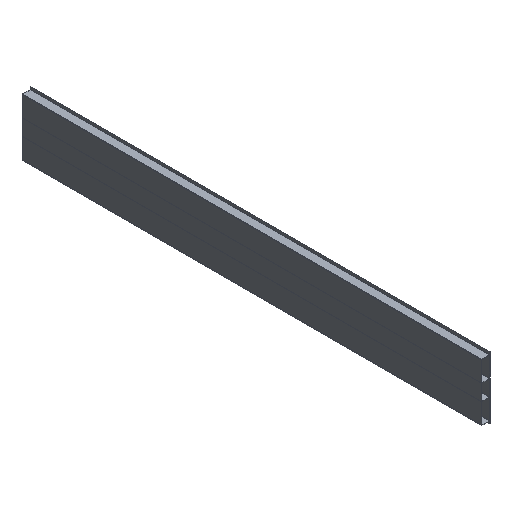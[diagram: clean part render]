
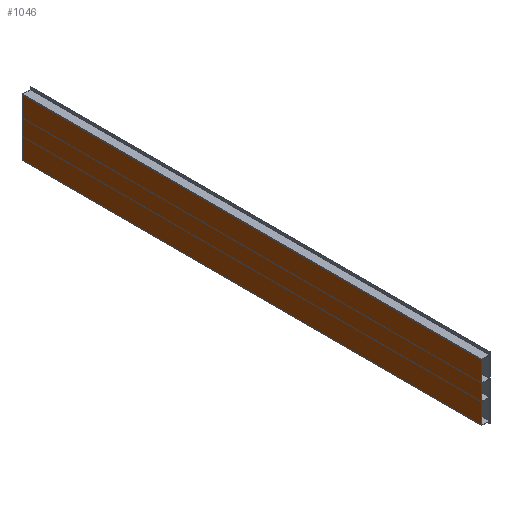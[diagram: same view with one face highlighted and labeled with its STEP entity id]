
A CAD part, isometric view. The second image highlights one B-rep face of the part: STEP entity #1046.
In plain terms, the highlighted face is planar.
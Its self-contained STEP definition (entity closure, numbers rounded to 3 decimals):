
#23 = VERTEX_POINT ( 'NONE', #745 ) ;
#93 = VERTEX_POINT ( 'NONE', #301 ) ;
#97 = VECTOR ( 'NONE', #507, 1000. ) ;
#135 = VECTOR ( 'NONE', #702, 1000. ) ;
#179 = FACE_OUTER_BOUND ( 'NONE', #253, .T. ) ;
#224 = CARTESIAN_POINT ( 'NONE',  ( 125., 36., 1000. ) ) ;
#253 = EDGE_LOOP ( 'NONE', ( #320, #672, #694, #855 ) ) ;
#266 = DIRECTION ( 'NONE',  ( 1., 0., 0. ) ) ;
#272 = EDGE_CURVE ( 'NONE', #93, #23, #342, .T. ) ;
#301 = CARTESIAN_POINT ( 'NONE',  ( -123., 36., -1000. ) ) ;
#306 = DIRECTION ( 'NONE',  ( 0., 0., -1. ) ) ;
#317 = CARTESIAN_POINT ( 'NONE',  ( -125., 36., 1000. ) ) ;
#320 = ORIENTED_EDGE ( 'NONE', *, *, #272, .F. ) ;
#342 = LINE ( 'NONE', #837, #396 ) ;
#391 = VECTOR ( 'NONE', #306, 1000. ) ;
#396 = VECTOR ( 'NONE', #266, 1000. ) ;
#507 = DIRECTION ( 'NONE',  ( 0., 0., -1. ) ) ;
#545 = EDGE_CURVE ( 'NONE', #1049, #614, #854, .T. ) ;
#578 = EDGE_CURVE ( 'NONE', #614, #23, #996, .T. ) ;
#614 = VERTEX_POINT ( 'NONE', #968 ) ;
#616 = PLANE ( 'NONE',  #1017 ) ;
#662 = CARTESIAN_POINT ( 'NONE',  ( -123., 36., 1000. ) ) ;
#672 = ORIENTED_EDGE ( 'NONE', *, *, #788, .F. ) ;
#694 = ORIENTED_EDGE ( 'NONE', *, *, #545, .T. ) ;
#702 = DIRECTION ( 'NONE',  ( 1., 0., 0. ) ) ;
#745 = CARTESIAN_POINT ( 'NONE',  ( 123., 36., -1000. ) ) ;
#788 = EDGE_CURVE ( 'NONE', #1049, #93, #941, .T. ) ;
#801 = CARTESIAN_POINT ( 'NONE',  ( 123., 36., 1000. ) ) ;
#837 = CARTESIAN_POINT ( 'NONE',  ( -125., 36., -1000. ) ) ;
#854 = LINE ( 'NONE', #224, #135 ) ;
#855 = ORIENTED_EDGE ( 'NONE', *, *, #578, .T. ) ;
#881 = CARTESIAN_POINT ( 'NONE',  ( -123., 36., 1000. ) ) ;
#886 = DIRECTION ( 'NONE',  ( 0., 0., 1. ) ) ;
#941 = LINE ( 'NONE', #662, #97 ) ;
#968 = CARTESIAN_POINT ( 'NONE',  ( 123., 36., 1000. ) ) ;
#996 = LINE ( 'NONE', #801, #391 ) ;
#1017 = AXIS2_PLACEMENT_3D ( 'NONE', #317, #1054, #886 ) ;
#1046 = ADVANCED_FACE ( 'NONE', ( #179 ), #616, .T. ) ;
#1049 = VERTEX_POINT ( 'NONE', #881 ) ;
#1054 = DIRECTION ( 'NONE',  ( 0., 1., 0. ) ) ;
